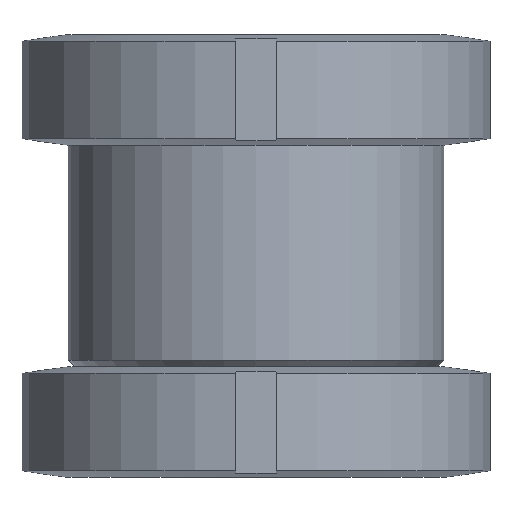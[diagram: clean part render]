
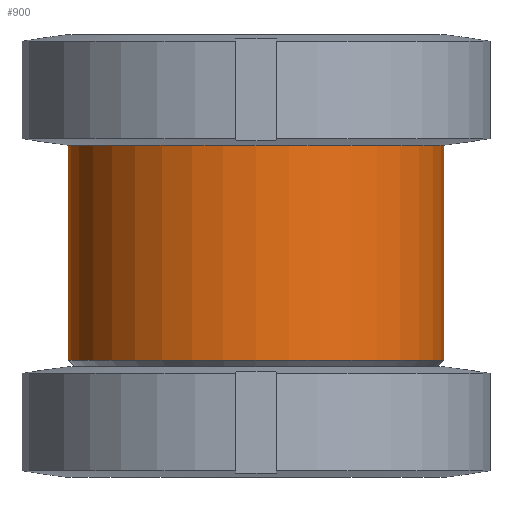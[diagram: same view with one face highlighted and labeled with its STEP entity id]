
A CAD part, front view. The second image highlights one B-rep face of the part: STEP entity #900.
In plain terms, the highlighted cylindrical face has radius 28 mm (diameter 56 mm), a partial arc.
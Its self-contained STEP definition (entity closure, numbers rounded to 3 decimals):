
#500=VERTEX_POINT('',#1274);
#570=EDGE_CURVE('',#790,#1052,#1350,.T.);
#754=VERTEX_POINT('',#1550);
#790=VERTEX_POINT('',#1590);
#802=EDGE_CURVE('',#754,#790,#1603,.T.);
#900=ADVANCED_FACE('',(#1716),#1717,.T.);
#1052=VERTEX_POINT('',#1885);
#1094=EDGE_CURVE('',#1052,#500,#1930,.T.);
#1114=EDGE_CURVE('',#754,#500,#1952,.T.);
#1274=CARTESIAN_POINT('',(-28.0,0.,49.5));
#1350=CIRCLE('',#2340,28.0);
#1550=CARTESIAN_POINT('',(28.0,0.,49.5));
#1590=CARTESIAN_POINT('',(28.0,0.,17.49));
#1603=LINE('',#2873,#2874);
#1716=FACE_OUTER_BOUND('',#3066,.T.);
#1717=CYLINDRICAL_SURFACE('',#3067,28.0);
#1885=CARTESIAN_POINT('',(-28.0,0.,17.49));
#1930=LINE('',#3493,#3494);
#1952=CIRCLE('',#3523,28.0);
#2340=AXIS2_PLACEMENT_3D('',#3807,#3808,#3809);
#2873=CARTESIAN_POINT('',(28.0,0.,33.495));
#2874=VECTOR('',#4039,1.0);
#3066=EDGE_LOOP('',(#4190,#4191,#4192,#4193));
#3067=AXIS2_PLACEMENT_3D('',#4194,#4195,#4196);
#3493=CARTESIAN_POINT('',(-28.0,0.,33.495));
#3494=VECTOR('',#4418,1.0);
#3523=AXIS2_PLACEMENT_3D('',#4443,#4444,#4445);
#3807=CARTESIAN_POINT('',(0.0,0.,17.49));
#3808=DIRECTION('',(0.0,0.,-1.0));
#3809=DIRECTION('',(1.0,0.0,0.0));
#4039=DIRECTION('',(0.0,0.,-1.0));
#4190=ORIENTED_EDGE('',*,*,#802,.F.);
#4191=ORIENTED_EDGE('',*,*,#1114,.T.);
#4192=ORIENTED_EDGE('',*,*,#1094,.F.);
#4193=ORIENTED_EDGE('',*,*,#570,.F.);
#4194=CARTESIAN_POINT('',(0.0,0.,33.495));
#4195=DIRECTION('',(-0.0,0.,1.0));
#4196=DIRECTION('',(1.0,0.0,0.0));
#4418=DIRECTION('',(-0.0,0.,1.0));
#4443=CARTESIAN_POINT('',(0.0,0.,49.5));
#4444=DIRECTION('',(0.0,0.,-1.0));
#4445=DIRECTION('',(1.0,0.0,0.0));
